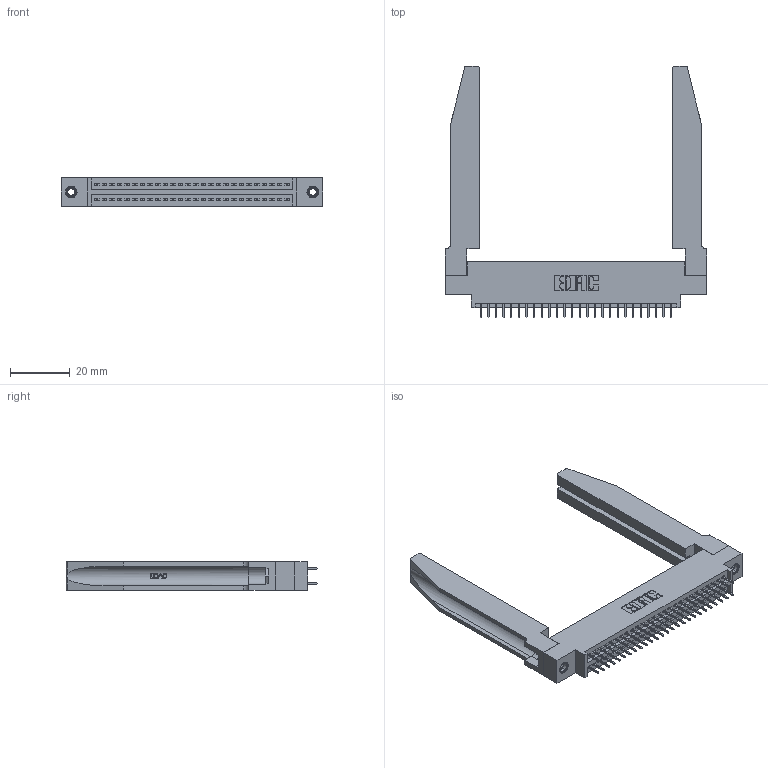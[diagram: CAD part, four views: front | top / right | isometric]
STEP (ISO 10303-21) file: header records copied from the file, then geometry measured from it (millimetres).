
FILE_DESCRIPTION (( 'STEP AP203' ), '1' );
FILE_NAME ('395-052-525-878.STEP', '2020-09-24T12:04:47', ( '' ), ( '' ), 'SwSTEP 2.0', 'SolidWorks 2020', '' );
FILE_SCHEMA (( 'CONFIG_CONTROL_DESIGN' ));
Length unit declared in the file: inch
Products named in the file (5): 345-250-001_345-250-001-102; 345 Part_0.170 Offset - 0.156 Dia-TH; 345-220-078_345-220-078; 395-052-525-878; 345-292-001_345-293-125
Assembly tree (57 placements, depth 2):
  395-052-525-878
    345 Part_0.170 Offset - 0.156 Dia-TH
    345-292-001_345-293-125  x52
    345-250-001_345-250-001-102  x2
    345-220-078_345-220-078  x2
Bounding box: 87.27 x 84 x 9.4 mm (x, y, z)
Volume: 15900.9 mm3; surface area: 18432.3 mm2
Topology: 57 solids, 57 shells, 3172 faces, 8917 edges, 5726 vertices
Faces by surface type: plane 2254, cylinder 866, bspline 36, cone 12, torus 4
Entity records: 27500 total; most frequent: CARTESIAN_POINT 5543, ORIENTED_EDGE 4374, DIRECTION 3901, EDGE_CURVE 2187, LINE 1861, VECTOR 1861, VERTEX_POINT 1448, AXIS2_PLACEMENT_3D 1020
